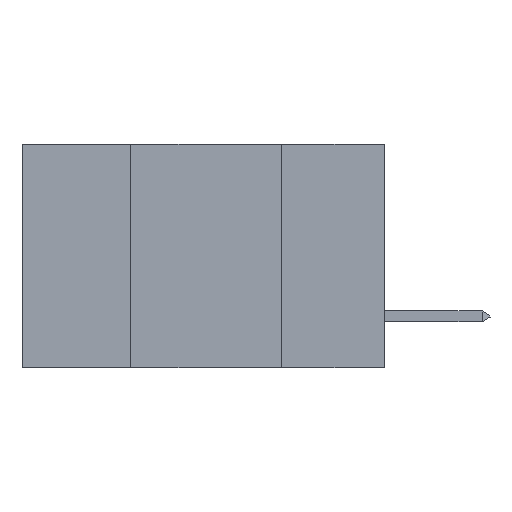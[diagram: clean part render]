
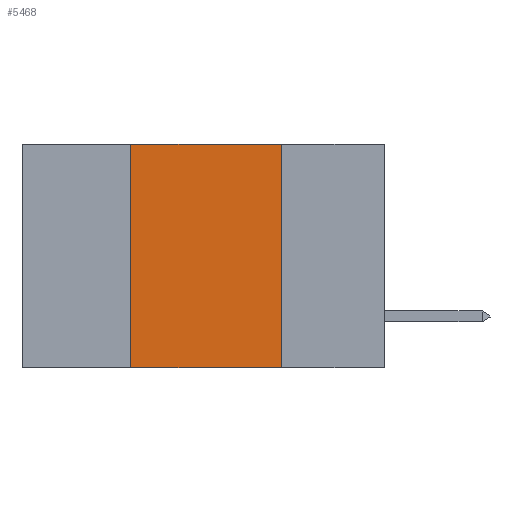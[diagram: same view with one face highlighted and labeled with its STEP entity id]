
A CAD part, left-side view. The second image highlights one B-rep face of the part: STEP entity #5468.
In plain terms, the highlighted planar face has unit normal (-1, 0, 0).
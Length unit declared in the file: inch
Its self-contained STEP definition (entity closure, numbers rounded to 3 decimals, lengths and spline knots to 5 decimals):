
#149 = VERTEX_POINT ( 'NONE', #15669 ) ;
#1985 = FACE_OUTER_BOUND ( 'NONE', #14688, .T. ) ;
#2655 = VECTOR ( 'NONE', #25701, 39.37008 ) ;
#5009 = DIRECTION ( 'NONE',  ( 0., 0., -1. ) ) ;
#5165 = LINE ( 'NONE', #20516, #16880 ) ;
#5468 = ADVANCED_FACE ( 'NONE', ( #1985 ), #15178, .F. ) ;
#5516 = LINE ( 'NONE', #9393, #2655 ) ;
#5534 = EDGE_CURVE ( 'NONE', #19049, #22618, #12920, .T. ) ;
#6015 = EDGE_CURVE ( 'NONE', #149, #21126, #5516, .T. ) ;
#6076 = VECTOR ( 'NONE', #30968, 39.37008 ) ;
#6197 = ORIENTED_EDGE ( 'NONE', *, *, #18459, .F. ) ;
#7631 = DIRECTION ( 'NONE',  ( 1., 0., 0. ) ) ;
#9393 = CARTESIAN_POINT ( 'NONE',  ( 0., 0.6, 0. ) ) ;
#9786 = DIRECTION ( 'NONE',  ( 0., 0., 1. ) ) ;
#9885 = DIRECTION ( 'NONE',  ( 0., 0., -1. ) ) ;
#10355 = VECTOR ( 'NONE', #9786, 39.37008 ) ;
#11387 = ORIENTED_EDGE ( 'NONE', *, *, #17006, .F. ) ;
#12008 = ORIENTED_EDGE ( 'NONE', *, *, #6015, .F. ) ;
#12650 = CARTESIAN_POINT ( 'NONE',  ( 0., 0.6, 0. ) ) ;
#12920 = LINE ( 'NONE', #25516, #6076 ) ;
#14688 = EDGE_LOOP ( 'NONE', ( #6197, #12008, #11387, #33630 ) ) ;
#15178 = PLANE ( 'NONE',  #16816 ) ;
#15669 = CARTESIAN_POINT ( 'NONE',  ( 0., 0.42, 0. ) ) ;
#16816 = AXIS2_PLACEMENT_3D ( 'NONE', #12650, #7631, #9885 ) ;
#16880 = VECTOR ( 'NONE', #5009, 39.37008 ) ;
#17006 = EDGE_CURVE ( 'NONE', #19049, #149, #20845, .T. ) ;
#18459 = EDGE_CURVE ( 'NONE', #21126, #22618, #5165, .T. ) ;
#19049 = VERTEX_POINT ( 'NONE', #28569 ) ;
#19957 = CARTESIAN_POINT ( 'NONE',  ( 0., 0.42, 0. ) ) ;
#20017 = CARTESIAN_POINT ( 'NONE',  ( 0., 0.17, 0. ) ) ;
#20516 = CARTESIAN_POINT ( 'NONE',  ( 0., 0.17, 0. ) ) ;
#20845 = LINE ( 'NONE', #19957, #10355 ) ;
#21126 = VERTEX_POINT ( 'NONE', #20017 ) ;
#22618 = VERTEX_POINT ( 'NONE', #29433 ) ;
#25516 = CARTESIAN_POINT ( 'NONE',  ( 0., 0.6, -0.37 ) ) ;
#25701 = DIRECTION ( 'NONE',  ( 0., -1., 0. ) ) ;
#28569 = CARTESIAN_POINT ( 'NONE',  ( 0., 0.42, -0.37 ) ) ;
#29433 = CARTESIAN_POINT ( 'NONE',  ( 0., 0.17, -0.37 ) ) ;
#30968 = DIRECTION ( 'NONE',  ( 0., -1., 0. ) ) ;
#33630 = ORIENTED_EDGE ( 'NONE', *, *, #5534, .T. ) ;
